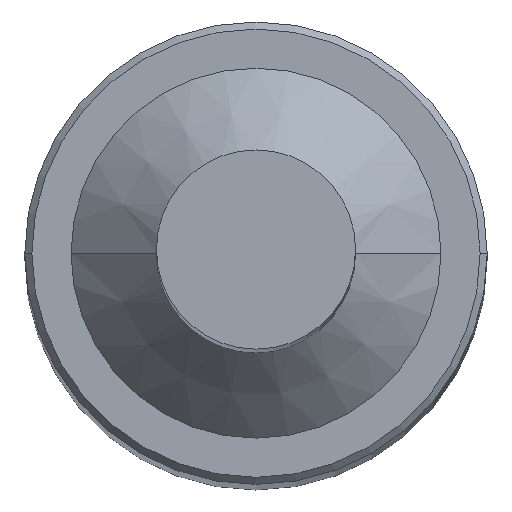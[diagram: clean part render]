
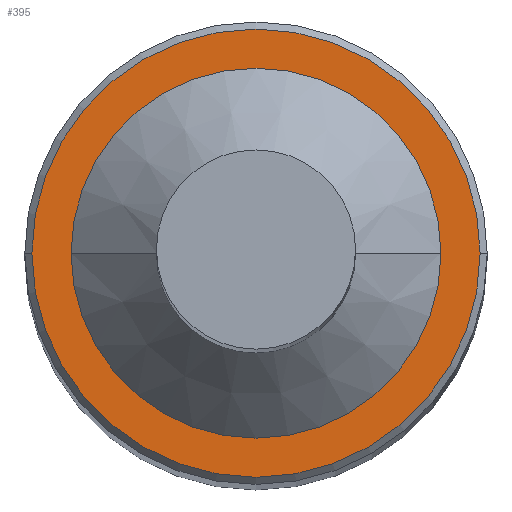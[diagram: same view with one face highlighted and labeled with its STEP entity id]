
A CAD part, top view. The second image highlights one B-rep face of the part: STEP entity #395.
In plain terms, the highlighted planar face has unit normal (0, 0, 1).
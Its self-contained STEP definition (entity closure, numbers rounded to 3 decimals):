
#12 = AXIS2_PLACEMENT_3D ( 'NONE', #188, #185, #451 ) ;
#37 = EDGE_LOOP ( 'NONE', ( #177, #77 ) ) ;
#47 = EDGE_LOOP ( 'NONE', ( #207, #260 ) ) ;
#53 = CARTESIAN_POINT ( 'NONE',  ( -3.15, 0., 45. ) ) ;
#64 = CARTESIAN_POINT ( 'NONE',  ( 0., 0., 45. ) ) ;
#77 = ORIENTED_EDGE ( 'NONE', *, *, #502, .T. ) ;
#84 = AXIS2_PLACEMENT_3D ( 'NONE', #506, #234, #152 ) ;
#94 = FACE_BOUND ( 'NONE', #47, .T. ) ;
#108 = DIRECTION ( 'NONE',  ( 0., 0., 1. ) ) ;
#128 = CARTESIAN_POINT ( 'NONE',  ( -2.6, 0., 45. ) ) ;
#141 = CIRCLE ( 'NONE', #268, 2.6 ) ;
#152 = DIRECTION ( 'NONE',  ( 1., 0., 0. ) ) ;
#163 = VERTEX_POINT ( 'NONE', #128 ) ;
#176 = CARTESIAN_POINT ( 'NONE',  ( 3.15, 0., 45. ) ) ;
#177 = ORIENTED_EDGE ( 'NONE', *, *, #459, .T. ) ;
#185 = DIRECTION ( 'NONE',  ( 0., 0., 1. ) ) ;
#188 = CARTESIAN_POINT ( 'NONE',  ( 0., 0., 45. ) ) ;
#190 = VERTEX_POINT ( 'NONE', #53 ) ;
#207 = ORIENTED_EDGE ( 'NONE', *, *, #477, .T. ) ;
#225 = CARTESIAN_POINT ( 'NONE',  ( 2.6, 0., 45. ) ) ;
#234 = DIRECTION ( 'NONE',  ( 0., 0., 1. ) ) ;
#246 = EDGE_CURVE ( 'NONE', #461, #163, #141, .T. ) ;
#248 = CIRCLE ( 'NONE', #331, 2.6 ) ;
#257 = DIRECTION ( 'NONE',  ( 1., 0., 0. ) ) ;
#260 = ORIENTED_EDGE ( 'NONE', *, *, #246, .T. ) ;
#268 = AXIS2_PLACEMENT_3D ( 'NONE', #479, #441, #284 ) ;
#277 = VERTEX_POINT ( 'NONE', #176 ) ;
#284 = DIRECTION ( 'NONE',  ( 1., 0., 0. ) ) ;
#288 = AXIS2_PLACEMENT_3D ( 'NONE', #491, #108, #328 ) ;
#320 = PLANE ( 'NONE',  #288 ) ;
#328 = DIRECTION ( 'NONE',  ( 1., 0., 0. ) ) ;
#331 = AXIS2_PLACEMENT_3D ( 'NONE', #64, #364, #257 ) ;
#364 = DIRECTION ( 'NONE',  ( 0., 0., -1. ) ) ;
#395 = ADVANCED_FACE ( 'NONE', ( #500, #94 ), #320, .T. ) ;
#422 = CIRCLE ( 'NONE', #84, 3.15 ) ;
#440 = CIRCLE ( 'NONE', #12, 3.15 ) ;
#441 = DIRECTION ( 'NONE',  ( 0., 0., -1. ) ) ;
#451 = DIRECTION ( 'NONE',  ( 1., 0., 0. ) ) ;
#459 = EDGE_CURVE ( 'NONE', #190, #277, #440, .T. ) ;
#461 = VERTEX_POINT ( 'NONE', #225 ) ;
#477 = EDGE_CURVE ( 'NONE', #163, #461, #248, .T. ) ;
#479 = CARTESIAN_POINT ( 'NONE',  ( 0., 0., 45. ) ) ;
#491 = CARTESIAN_POINT ( 'NONE',  ( 0., 0., 45. ) ) ;
#500 = FACE_OUTER_BOUND ( 'NONE', #37, .T. ) ;
#502 = EDGE_CURVE ( 'NONE', #277, #190, #422, .T. ) ;
#506 = CARTESIAN_POINT ( 'NONE',  ( 0., 0., 45. ) ) ;
